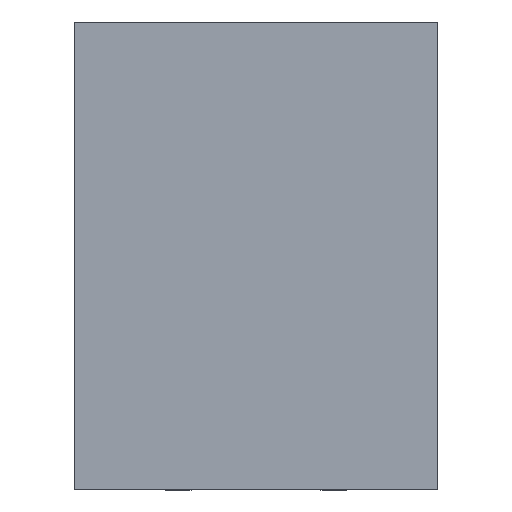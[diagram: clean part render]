
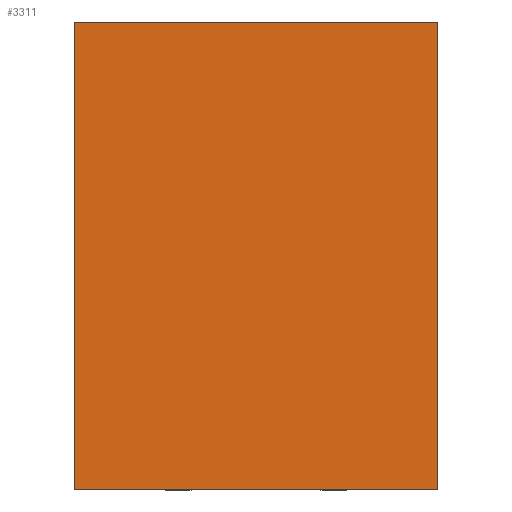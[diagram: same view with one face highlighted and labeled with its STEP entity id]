
A CAD part, top view. The second image highlights one B-rep face of the part: STEP entity #3311.
In plain terms, the highlighted face is planar.
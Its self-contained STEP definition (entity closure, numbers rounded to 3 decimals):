
#30=DIRECTION('',(0.,0.,1.));
#31=VECTOR('',#30,4.5);
#32=CARTESIAN_POINT('',(-1.75,0.975,-2.25));
#33=LINE('',#32,#31);
#38=DIRECTION('',(-1.,0.,0.));
#39=VECTOR('',#38,3.5);
#40=CARTESIAN_POINT('',(1.75,0.975,-2.25));
#41=LINE('',#40,#39);
#45=DIRECTION('',(0.,0.,-1.));
#46=VECTOR('',#45,4.5);
#47=CARTESIAN_POINT('',(1.75,0.975,2.25));
#48=LINE('',#47,#46);
#52=DIRECTION('',(1.,0.,0.));
#53=VECTOR('',#52,3.5);
#54=CARTESIAN_POINT('',(-1.75,0.975,2.25));
#55=LINE('',#54,#53);
#2780=CARTESIAN_POINT('',(-1.75,0.975,-2.25));
#2781=CARTESIAN_POINT('',(-1.75,0.975,2.25));
#2782=VERTEX_POINT('',#2780);
#2783=VERTEX_POINT('',#2781);
#2784=CARTESIAN_POINT('',(1.75,0.975,2.25));
#2785=VERTEX_POINT('',#2784);
#2786=CARTESIAN_POINT('',(1.75,0.975,-2.25));
#2787=VERTEX_POINT('',#2786);
#3296=CARTESIAN_POINT('',(0.,0.975,0.));
#3297=DIRECTION('',(0.,1.,0.));
#3298=DIRECTION('',(1.,0.,0.));
#3299=AXIS2_PLACEMENT_3D('',#3296,#3297,#3298);
#3300=PLANE('',#3299);
#3302=ORIENTED_EDGE('',*,*,#3301,.F.);
#3304=ORIENTED_EDGE('',*,*,#3303,.F.);
#3306=ORIENTED_EDGE('',*,*,#3305,.F.);
#3308=ORIENTED_EDGE('',*,*,#3307,.F.);
#3309=EDGE_LOOP('',(#3302,#3304,#3306,#3308));
#3310=FACE_OUTER_BOUND('',#3309,.F.);
#3311=ADVANCED_FACE('',(#3310),#3300,.T.);
#3301=EDGE_CURVE('',#2782,#2783,#33,.T.);
#3303=EDGE_CURVE('',#2787,#2782,#41,.T.);
#3305=EDGE_CURVE('',#2785,#2787,#48,.T.);
#3307=EDGE_CURVE('',#2783,#2785,#55,.T.);
